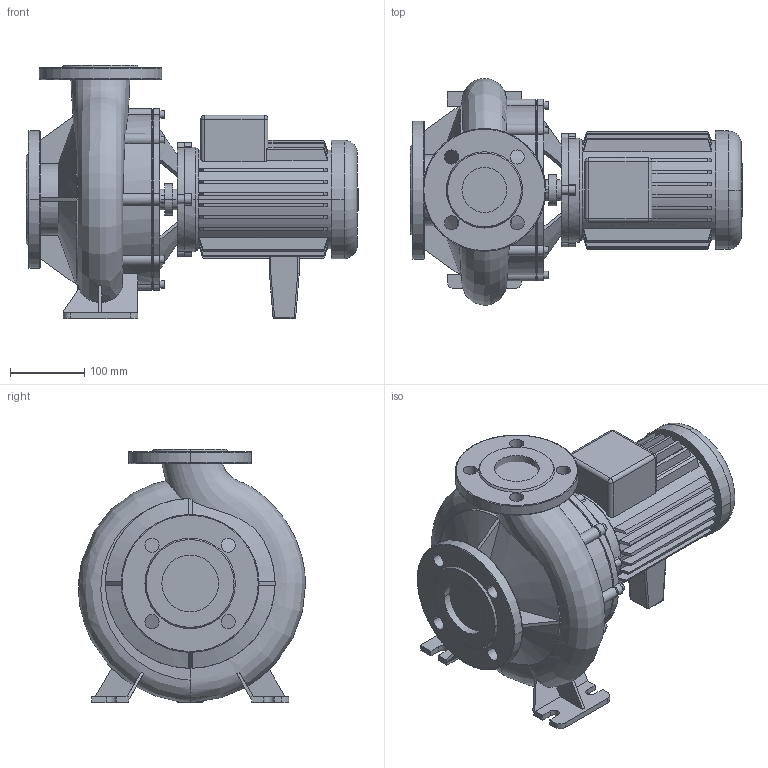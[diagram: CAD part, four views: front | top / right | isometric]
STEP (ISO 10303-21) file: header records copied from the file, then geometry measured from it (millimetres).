
FILE_DESCRIPTION((''),'2;1');
FILE_NAME('3d_BM50_175-1_1_4-2096587.stp','2011-01-26T14:45:00',(''),(''),'Mechanical Desktop 2008','Mechanical Desktop 2008',', , ');
FILE_SCHEMA(('CONFIG_CONTROL_DESIGN'));
Length unit declared in the file: millimetre
Products named in the file (1): Product
Bounding box: 446 x 305.03 x 340 mm (x, y, z)
Volume: 12459861 mm3; surface area: 836671.6 mm2
Topology: 11 solids, 11 shells, 607 faces, 1544 edges, 991 vertices
Faces by surface type: plane 280, bspline 149, cylinder 124, cone 44, sphere 8, torus 2
Entity records: 26098 total; most frequent: CARTESIAN_POINT 12056, ORIENTED_EDGE 3072, DIRECTION 2651, EDGE_CURVE 1536, VERTEX_POINT 991, AXIS2_PLACEMENT_3D 898, VECTOR 855, LINE 855
